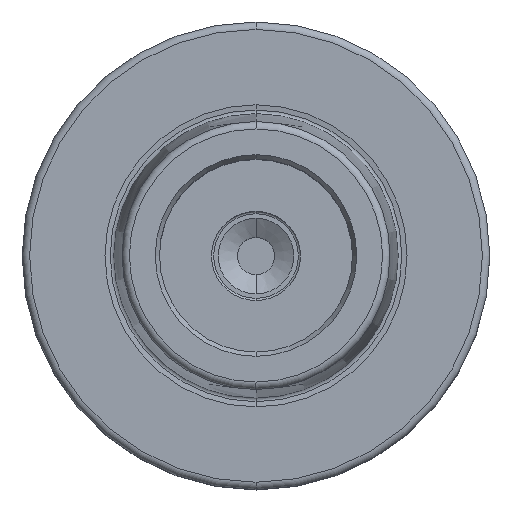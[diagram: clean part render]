
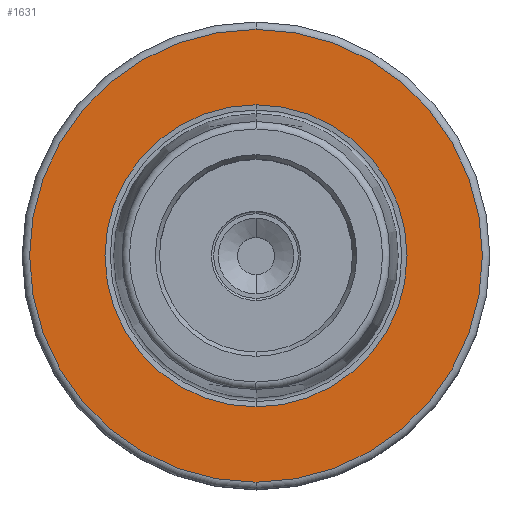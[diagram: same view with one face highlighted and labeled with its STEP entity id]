
A CAD part, top view. The second image highlights one B-rep face of the part: STEP entity #1631.
In plain terms, the highlighted planar face has unit normal (0, 0, 1).
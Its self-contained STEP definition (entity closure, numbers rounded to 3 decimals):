
#168=CARTESIAN_POINT('',(0,0,26));
#169=DIRECTION('',(0,0,1));
#170=DIRECTION('',(0,1,0));
#171=AXIS2_PLACEMENT_3D('',#168,#169,#170);
#173=CARTESIAN_POINT('',(0,0,26));
#174=DIRECTION('',(0,0,1));
#175=DIRECTION('',(0,-1,0));
#176=AXIS2_PLACEMENT_3D('',#173,#174,#175);
#186=CARTESIAN_POINT('',(0,0,26));
#187=DIRECTION('',(0,0,1));
#188=DIRECTION('',(0,1,0));
#189=AXIS2_PLACEMENT_3D('',#186,#187,#188);
#191=CARTESIAN_POINT('',(0,0,26));
#192=DIRECTION('',(0,0,-1));
#193=DIRECTION('',(0,1,0));
#194=AXIS2_PLACEMENT_3D('',#191,#192,#193);
#1149=CARTESIAN_POINT('',(0,20.344,26));
#1151=VERTEX_POINT('',#1149);
#1179=CARTESIAN_POINT('',(0,-20.344,26));
#1181=VERTEX_POINT('',#1179);
#1225=CARTESIAN_POINT('',(0,30.5,26));
#1226=CARTESIAN_POINT('',(0,-30.5,26));
#1227=VERTEX_POINT('',#1225);
#1228=VERTEX_POINT('',#1226);
#1615=CARTESIAN_POINT('',(0,0,26));
#1616=DIRECTION('',(0,0,-1));
#1617=DIRECTION('',(0,-1,0));
#1618=AXIS2_PLACEMENT_3D('',#1615,#1616,#1617);
#1619=PLANE('',#1618);
#1621=ORIENTED_EDGE('',*,*,#1620,.F.);
#1622=ORIENTED_EDGE('',*,*,#1605,.F.);
#1623=EDGE_LOOP('',(#1621,#1622));
#1624=FACE_OUTER_BOUND('',#1623,.F.);
#1626=ORIENTED_EDGE('',*,*,#1625,.T.);
#1628=ORIENTED_EDGE('',*,*,#1627,.F.);
#1629=EDGE_LOOP('',(#1626,#1628));
#1630=FACE_BOUND('',#1629,.F.);
#1631=ADVANCED_FACE('',(#1624,#1630),#1619,.F.);
#172=CIRCLE('',#171,30.5);
#177=CIRCLE('',#176,30.5);
#190=CIRCLE('',#189,20.344);
#195=CIRCLE('',#194,20.344);
#1605=EDGE_CURVE('',#1228,#1227,#177,.T.);
#1620=EDGE_CURVE('',#1227,#1228,#172,.T.);
#1625=EDGE_CURVE('',#1151,#1181,#190,.T.);
#1627=EDGE_CURVE('',#1151,#1181,#195,.T.);
